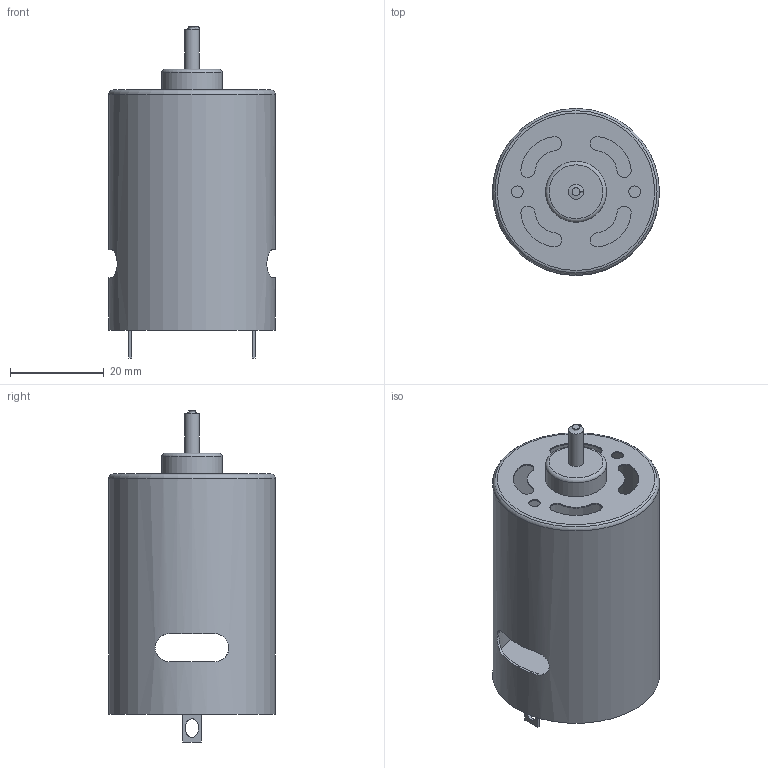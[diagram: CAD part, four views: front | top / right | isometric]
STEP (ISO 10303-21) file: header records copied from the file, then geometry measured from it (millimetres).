
FILE_DESCRIPTION(('HOOPS Exchange Step'),'2;1');
FILE_NAME('X-drive 540-1.step','2017-04-01T18:00:32+00:00',('SYSTEM'),('Unknown organisation'),'HOOPS Exchange 10.0','HOOPS Exchange','Unknown authorisation');
FILE_SCHEMA( ('AUTOMOTIVE_DESIGN { 1 0 10303 214 1 1 1 1 }') );
Length unit declared in the file: millimetre
Products named in the file (2): Default; X-drive 540-1
Assembly tree (1 placements, depth 2):
  X-drive 540-1
    Default
Bounding box: 35.6 x 35.6 x 70.85 mm (x, y, z)
Volume: 5404.2 mm3; surface area: 14641.6 mm2
Topology: 1 solids, 1 shells, 57 faces, 158 edges, 107 vertices
Faces by surface type: cylinder 32, plane 20, extrusion 2, torus 2, sphere 1
Full cylindrical faces by diameter (mm): 2.5 x2, 3.2 x1, 13 x1, 34.6 x1, 35.6 x1
Entity records: 2723 total; most frequent: CARTESIAN_POINT 1081, DIRECTION 350, ORIENTED_EDGE 316, EDGE_CURVE 158, AXIS2_PLACEMENT_3D 142, VERTEX_POINT 107, EDGE_LOOP 79, FACE_BOUND 79
